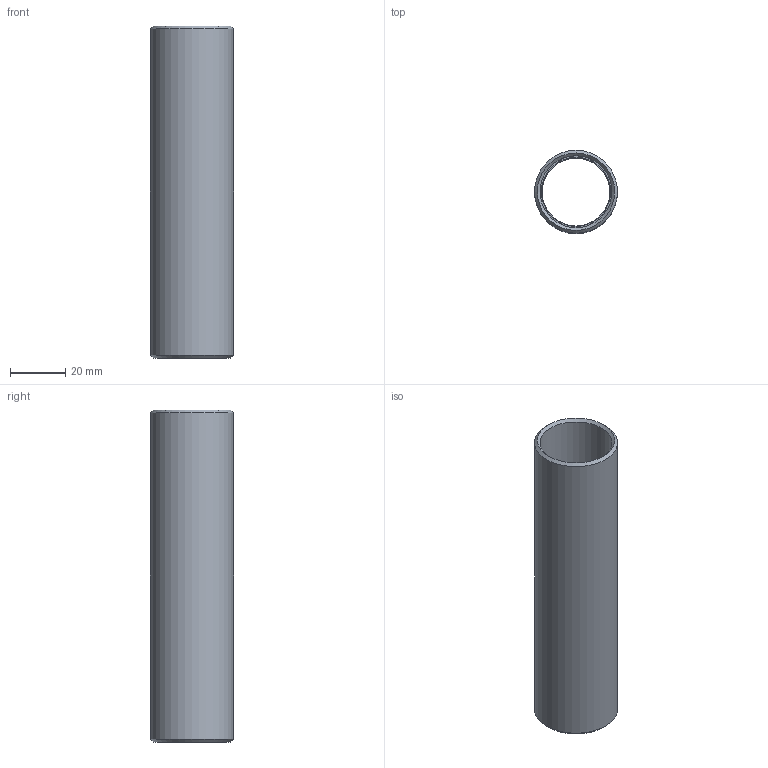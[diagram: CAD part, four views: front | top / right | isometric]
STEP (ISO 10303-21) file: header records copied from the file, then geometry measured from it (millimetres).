
FILE_DESCRIPTION(/* description */ (''),/* implementation_level */ '2;1');
FILE_NAME(/* name */ 'ecc4ea27-00e1-476c-9fd5-e342a4e4b514.stp',/* time_stamp */ '2019-04-16T02:17:59+00:00',/* author */ (''),/* organization */ (''),/* preprocessor_version */ 'ST-DEVELOPER v18',/* originating_system */ 'Autodesk Translation Framework v8.2.0.1029',/* authorisation */ '');
FILE_SCHEMA (('AUTOMOTIVE_DESIGN { 1 0 10303 214 3 1 1 }'));
Length unit declared in the file: millimetre
Products named in the file (1): adjustable top bar
Bounding box: 30 x 30 x 120 mm (x, y, z)
Volume: 25520.4 mm3; surface area: 21015.8 mm2
Topology: 1 solids, 1 shells, 11 faces, 19 edges, 11 vertices
Faces by surface type: cone 4, cylinder 4, plane 3
Full cylindrical faces by diameter (mm): 24.526 x1, 25 x1, 26 x1, 30 x1
Entity records: 309 total; most frequent: DIRECTION 54, CARTESIAN_POINT 42, ORIENTED_EDGE 38, AXIS2_PLACEMENT_3D 23, EDGE_CURVE 19, EDGE_LOOP 14, FACE_OUTER_BOUND 11, CIRCLE 11
